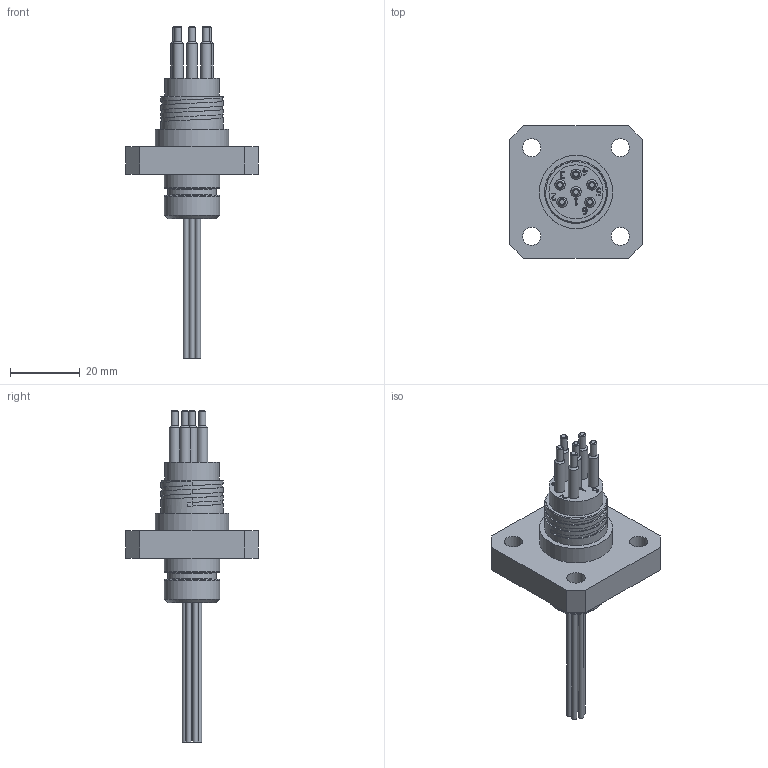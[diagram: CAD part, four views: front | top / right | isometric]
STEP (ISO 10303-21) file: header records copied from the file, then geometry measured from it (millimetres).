
FILE_DESCRIPTION(/* description */ (''),/* implementation_level */ '2;1');
FILE_NAME(/* name */ 'FCR1506M.stp',/* time_stamp */ '2014-11-25T08:44:29+01:00',/* author */ ('sh'),/* organization */ (''),/* preprocessor_version */ 'ST-DEVELOPER v15.2',/* originating_system */ 'Autodesk Inventor 2014',/* authorisation */ '');
FILE_SCHEMA (('AUTOMOTIVE_DESIGN { 1 0 10303 214 3 1 1 }'));
Length unit declared in the file: millimetre
Products named in the file (1): FCR1506M
Bounding box: 38.1 x 38.1 x 95.2 mm (x, y, z)
Volume: 18354.5 mm3; surface area: 8339 mm2
Topology: 1 solids, 1 shells, 207 faces, 508 edges, 331 vertices
Faces by surface type: plane 86, bspline 68, cylinder 34, cone 14, torus 5
Full cylindrical faces by diameter (mm): 1.5 x6, 2 x6, 3 x6, 5.2 x4, 13.9 x1, 15.5 x1, 15.9 x2, 18 x3, 20 x1, 21 x1, 26.5 x1
Entity records: 6788 total; most frequent: CARTESIAN_POINT 2389, ORIENTED_EDGE 892, DIRECTION 657, EDGE_CURVE 446, VERTEX_POINT 320, EDGE_LOOP 288, LINE 235, VECTOR 235
